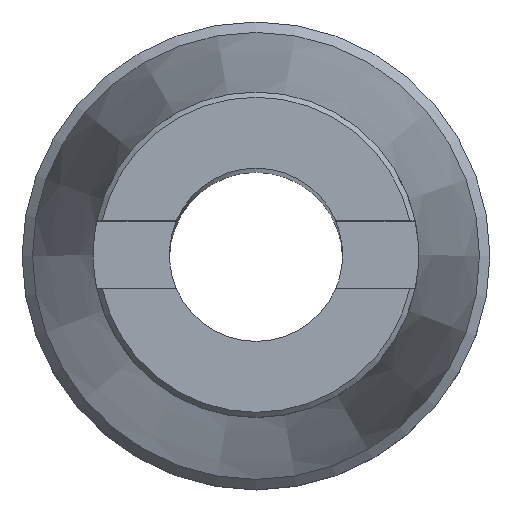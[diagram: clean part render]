
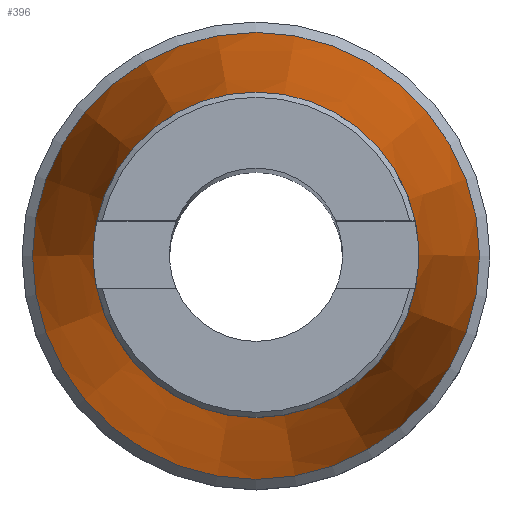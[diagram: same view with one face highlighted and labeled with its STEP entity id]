
A CAD part, top view. The second image highlights one B-rep face of the part: STEP entity #396.
In plain terms, the highlighted conical face has half-angle 7.648 degrees and reference radius 4.3 mm.
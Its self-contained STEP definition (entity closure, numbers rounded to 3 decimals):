
#24=CONICAL_SURFACE('',#458,4.3,0.133);
#43=CIRCLE('',#435,4.3);
#53=CIRCLE('',#456,3.125);
#54=CIRCLE('',#457,3.125);
#77=FACE_OUTER_BOUND('',#102,.T.);
#102=EDGE_LOOP('',(#359,#360,#361,#362,#363));
#133=LINE('',#706,#160);
#160=VECTOR('',#583,4.3);
#184=VERTEX_POINT('',#661);
#194=VERTEX_POINT('',#700);
#195=VERTEX_POINT('',#702);
#230=EDGE_CURVE('',#184,#184,#43,.T.);
#249=EDGE_CURVE('',#195,#194,#53,.T.);
#250=EDGE_CURVE('',#194,#195,#54,.T.);
#251=EDGE_CURVE('',#195,#184,#133,.T.);
#359=ORIENTED_EDGE('',*,*,#249,.T.);
#360=ORIENTED_EDGE('',*,*,#250,.T.);
#361=ORIENTED_EDGE('',*,*,#251,.T.);
#362=ORIENTED_EDGE('',*,*,#230,.F.);
#363=ORIENTED_EDGE('',*,*,#251,.F.);
#396=ADVANCED_FACE('',(#77),#24,.T.);
#435=AXIS2_PLACEMENT_3D('',#662,#526,#527);
#456=AXIS2_PLACEMENT_3D('',#703,#577,#578);
#457=AXIS2_PLACEMENT_3D('',#704,#579,#580);
#458=AXIS2_PLACEMENT_3D('',#705,#581,#582);
#526=DIRECTION('center_axis',(0.,0.,-1.));
#527=DIRECTION('ref_axis',(-1.,0.,0.));
#577=DIRECTION('center_axis',(0.,0.,-1.));
#578=DIRECTION('ref_axis',(1.,0.,0.));
#579=DIRECTION('center_axis',(0.,0.,-1.));
#580=DIRECTION('ref_axis',(1.,0.,0.));
#581=DIRECTION('center_axis',(0.,0.,-1.));
#582=DIRECTION('ref_axis',(-1.,0.,0.));
#583=DIRECTION('',(0.133,0.,-0.991));
#661=CARTESIAN_POINT('',(4.3,0.,34.25));
#662=CARTESIAN_POINT('Origin',(0.,0.,34.25));
#700=CARTESIAN_POINT('',(-3.125,0.,43.));
#702=CARTESIAN_POINT('',(3.125,0.,43.));
#703=CARTESIAN_POINT('Origin',(0.,0.,43.));
#704=CARTESIAN_POINT('Origin',(0.,0.,43.));
#705=CARTESIAN_POINT('Origin',(0.,0.,34.25));
#706=CARTESIAN_POINT('',(4.3,0.,34.25));
